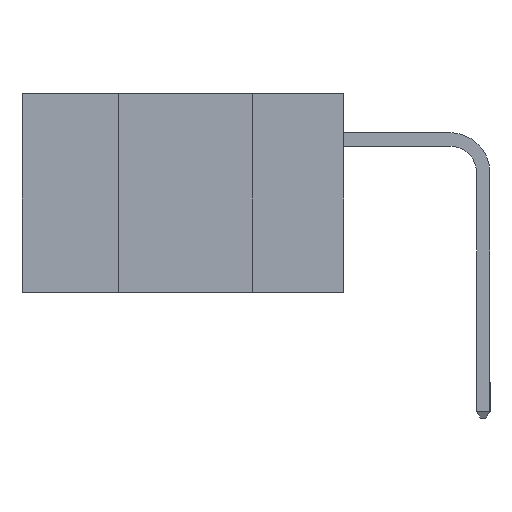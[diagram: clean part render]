
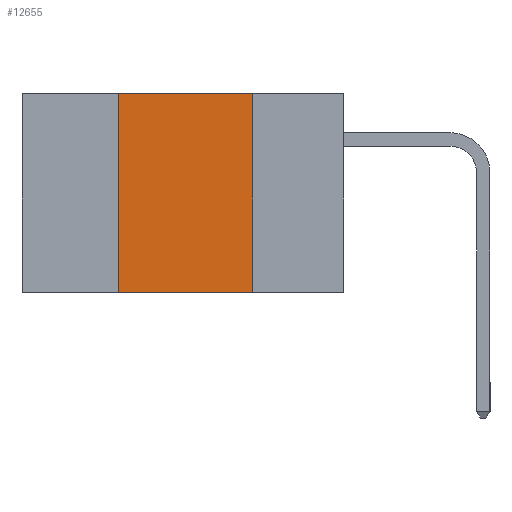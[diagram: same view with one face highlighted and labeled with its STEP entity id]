
A CAD part, left-side view. The second image highlights one B-rep face of the part: STEP entity #12655.
In plain terms, the highlighted planar face has unit normal (-1, 0, 0).
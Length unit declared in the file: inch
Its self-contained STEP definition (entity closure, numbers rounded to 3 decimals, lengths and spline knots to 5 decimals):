
#156 = ORIENTED_EDGE ( 'NONE', *, *, #13293, .F. ) ;
#1029 = CARTESIAN_POINT ( 'NONE',  ( 0., 0.6, 0. ) ) ;
#1089 = CARTESIAN_POINT ( 'NONE',  ( 0., 0.42, 0. ) ) ;
#1434 = VECTOR ( 'NONE', #17400, 39.37008 ) ;
#2040 = VERTEX_POINT ( 'NONE', #5165 ) ;
#2315 = FACE_OUTER_BOUND ( 'NONE', #6386, .T. ) ;
#3367 = ORIENTED_EDGE ( 'NONE', *, *, #17888, .F. ) ;
#4327 = CARTESIAN_POINT ( 'NONE',  ( 0., 0.6, 0. ) ) ;
#5165 = CARTESIAN_POINT ( 'NONE',  ( 0., 0.42, -0.37 ) ) ;
#5935 = DIRECTION ( 'NONE',  ( 0., 0., -1. ) ) ;
#6239 = VECTOR ( 'NONE', #14155, 39.37008 ) ;
#6386 = EDGE_LOOP ( 'NONE', ( #156, #9086, #3367, #7542 ) ) ;
#6457 = VERTEX_POINT ( 'NONE', #13339 ) ;
#6723 = LINE ( 'NONE', #20264, #6239 ) ;
#7542 = ORIENTED_EDGE ( 'NONE', *, *, #16810, .T. ) ;
#9086 = ORIENTED_EDGE ( 'NONE', *, *, #13146, .F. ) ;
#9909 = LINE ( 'NONE', #15872, #1434 ) ;
#10448 = VERTEX_POINT ( 'NONE', #13810 ) ;
#12363 = VECTOR ( 'NONE', #20149, 39.37008 ) ;
#12655 = ADVANCED_FACE ( 'NONE', ( #2315 ), #13896, .F. ) ;
#13146 = EDGE_CURVE ( 'NONE', #15120, #6457, #13509, .T. ) ;
#13293 = EDGE_CURVE ( 'NONE', #6457, #10448, #6723, .T. ) ;
#13339 = CARTESIAN_POINT ( 'NONE',  ( 0., 0.17, 0. ) ) ;
#13509 = LINE ( 'NONE', #1029, #17181 ) ;
#13810 = CARTESIAN_POINT ( 'NONE',  ( 0., 0.17, -0.37 ) ) ;
#13896 = PLANE ( 'NONE',  #14994 ) ;
#13959 = CARTESIAN_POINT ( 'NONE',  ( 0., 0.42, 0. ) ) ;
#14155 = DIRECTION ( 'NONE',  ( 0., 0., -1. ) ) ;
#14994 = AXIS2_PLACEMENT_3D ( 'NONE', #4327, #15489, #5935 ) ;
#15120 = VERTEX_POINT ( 'NONE', #1089 ) ;
#15489 = DIRECTION ( 'NONE',  ( 1., 0., 0. ) ) ;
#15872 = CARTESIAN_POINT ( 'NONE',  ( 0., 0.6, -0.37 ) ) ;
#16546 = LINE ( 'NONE', #13959, #12363 ) ;
#16810 = EDGE_CURVE ( 'NONE', #2040, #10448, #9909, .T. ) ;
#16960 = DIRECTION ( 'NONE',  ( 0., -1., 0. ) ) ;
#17181 = VECTOR ( 'NONE', #16960, 39.37008 ) ;
#17400 = DIRECTION ( 'NONE',  ( 0., -1., 0. ) ) ;
#17888 = EDGE_CURVE ( 'NONE', #2040, #15120, #16546, .T. ) ;
#20149 = DIRECTION ( 'NONE',  ( 0., 0., 1. ) ) ;
#20264 = CARTESIAN_POINT ( 'NONE',  ( 0., 0.17, 0. ) ) ;
